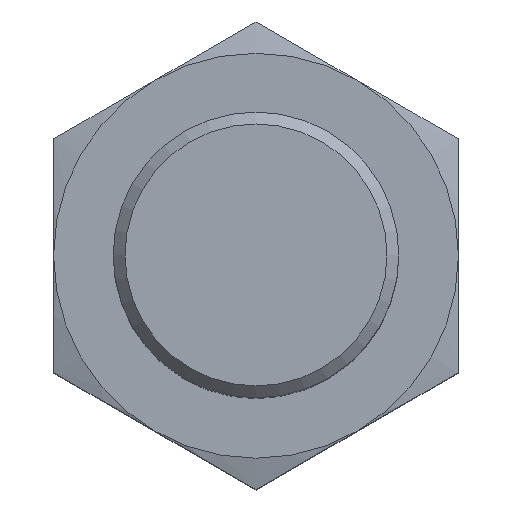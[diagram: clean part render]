
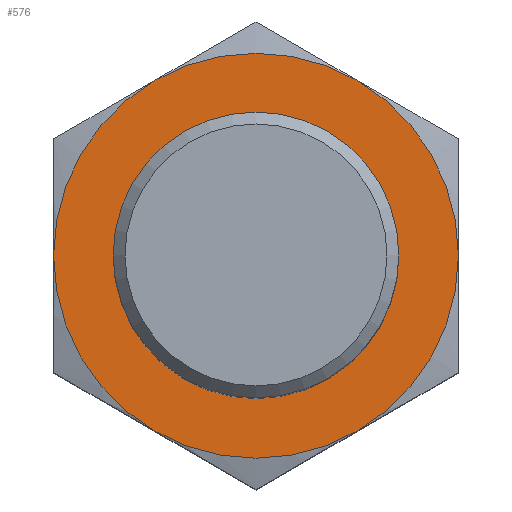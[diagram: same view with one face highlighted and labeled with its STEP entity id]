
A CAD part, top view. The second image highlights one B-rep face of the part: STEP entity #576.
In plain terms, the highlighted face is planar.
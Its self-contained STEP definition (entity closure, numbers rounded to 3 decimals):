
#58=PLANE('',#678);
#91=CIRCLE('',#663,8.5);
#92=CIRCLE('',#665,8.5);
#93=CIRCLE('',#667,8.5);
#94=CIRCLE('',#669,8.5);
#95=CIRCLE('',#671,8.5);
#98=CIRCLE('',#677,8.5);
#99=CIRCLE('',#679,6.);
#225=ORIENTED_EDGE('',*,*,#339,.F.);
#226=ORIENTED_EDGE('',*,*,#319,.T.);
#227=ORIENTED_EDGE('',*,*,#320,.T.);
#228=ORIENTED_EDGE('',*,*,#323,.T.);
#229=ORIENTED_EDGE('',*,*,#329,.T.);
#230=ORIENTED_EDGE('',*,*,#338,.T.);
#231=ORIENTED_EDGE('',*,*,#328,.T.);
#319=EDGE_CURVE('',#381,#383,#91,.T.);
#320=EDGE_CURVE('',#383,#384,#92,.T.);
#323=EDGE_CURVE('',#384,#386,#93,.T.);
#328=EDGE_CURVE('',#388,#381,#94,.T.);
#329=EDGE_CURVE('',#386,#390,#95,.T.);
#338=EDGE_CURVE('',#390,#388,#98,.T.);
#339=EDGE_CURVE('',#395,#395,#99,.T.);
#381=VERTEX_POINT('',#1008);
#383=VERTEX_POINT('',#1014);
#384=VERTEX_POINT('',#1018);
#386=VERTEX_POINT('',#1030);
#388=VERTEX_POINT('',#1045);
#390=VERTEX_POINT('',#1054);
#395=VERTEX_POINT('',#1091);
#465=EDGE_LOOP('',(#225));
#466=EDGE_LOOP('',(#226,#227,#228,#229,#230,#231));
#521=FACE_BOUND('',#465,.T.);
#522=FACE_BOUND('',#466,.T.);
#576=ADVANCED_FACE('',(#521,#522),#58,.F.);
#663=AXIS2_PLACEMENT_3D('',#1015,#803,#804);
#665=AXIS2_PLACEMENT_3D('',#1017,#807,#808);
#667=AXIS2_PLACEMENT_3D('',#1029,#811,#812);
#669=AXIS2_PLACEMENT_3D('',#1051,#815,#816);
#671=AXIS2_PLACEMENT_3D('',#1053,#819,#820);
#677=AXIS2_PLACEMENT_3D('',#1088,#831,#832);
#678=AXIS2_PLACEMENT_3D('',#1089,#833,#834);
#679=AXIS2_PLACEMENT_3D('',#1090,#835,#836);
#803=DIRECTION('',(1.,0.,0.));
#804=DIRECTION('',(0.,0.,-1.));
#807=DIRECTION('',(1.,0.,0.));
#808=DIRECTION('',(0.,0.,-1.));
#811=DIRECTION('',(1.,0.,0.));
#812=DIRECTION('',(0.,0.,-1.));
#815=DIRECTION('',(1.,0.,0.));
#816=DIRECTION('',(0.,0.,-1.));
#819=DIRECTION('',(1.,0.,0.));
#820=DIRECTION('',(0.,0.,-1.));
#831=DIRECTION('',(1.,0.,0.));
#832=DIRECTION('',(0.,0.,-1.));
#833=DIRECTION('',(-1.,0.,0.));
#834=DIRECTION('',(0.,0.,1.));
#835=DIRECTION('',(1.,0.,0.));
#836=DIRECTION('',(0.,0.,-1.));
#1008=CARTESIAN_POINT('',(4.,0.,-8.5));
#1014=CARTESIAN_POINT('',(4.,7.361,-4.25));
#1015=CARTESIAN_POINT('',(4.,0.,0.));
#1017=CARTESIAN_POINT('',(4.,0.,0.));
#1018=CARTESIAN_POINT('',(4.,7.361,4.25));
#1029=CARTESIAN_POINT('',(4.,0.,0.));
#1030=CARTESIAN_POINT('',(4.,0.,8.5));
#1045=CARTESIAN_POINT('',(4.,-7.361,-4.25));
#1051=CARTESIAN_POINT('',(4.,0.,0.));
#1053=CARTESIAN_POINT('',(4.,0.,0.));
#1054=CARTESIAN_POINT('',(4.,-7.361,4.25));
#1088=CARTESIAN_POINT('',(4.,0.,0.));
#1089=CARTESIAN_POINT('',(4.,8.5,0.));
#1090=CARTESIAN_POINT('',(4.,0.,0.));
#1091=CARTESIAN_POINT('',(4.,0.,-6.));
